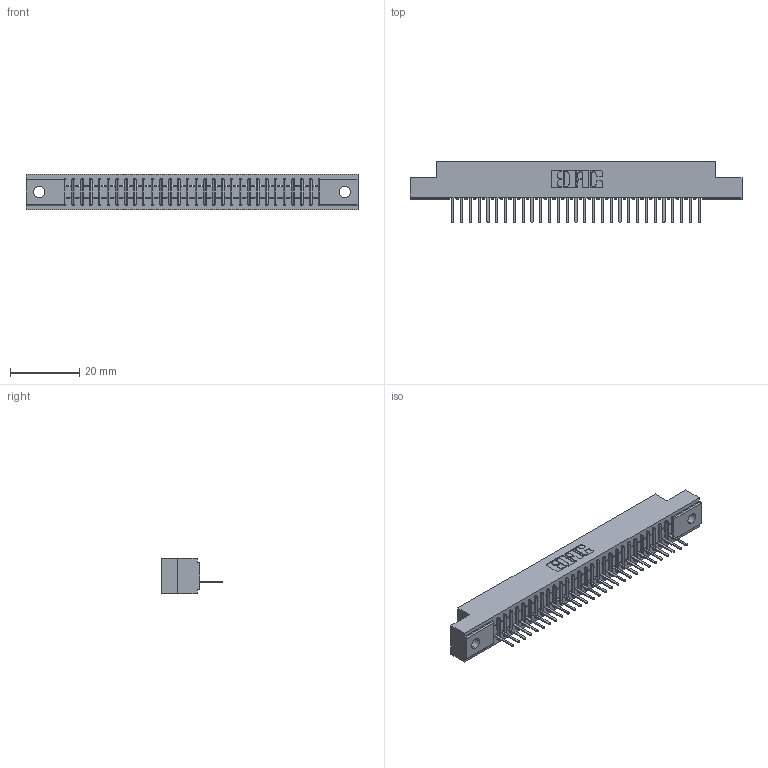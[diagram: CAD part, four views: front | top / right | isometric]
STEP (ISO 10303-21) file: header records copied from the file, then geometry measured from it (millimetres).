
FILE_DESCRIPTION (( 'STEP AP203' ), '1' );
FILE_NAME ('391-029-521-102.STEP', '2018-08-08T21:12:58', ( '' ), ( '' ), 'SwSTEP 2.0', 'SolidWorks 2016', '' );
FILE_SCHEMA (( 'CONFIG_CONTROL_DESIGN' ));
Length unit declared in the file: inch
Products named in the file (3): 341 Part_.128 (3.25) Dia Mounting Holes; 341-292-001_341-292-121; 391-029-521-102
Assembly tree (30 placements, depth 2):
  391-029-521-102
    341 Part_.128 (3.25) Dia Mounting Holes
    341-292-001_341-292-121  x29
Bounding box: 95.89 x 17.7 x 10.16 mm (x, y, z)
Volume: 6843.5 mm3; surface area: 10170.5 mm2
Topology: 30 solids, 30 shells, 2494 faces, 7189 edges, 4614 vertices
Faces by surface type: plane 1547, cylinder 831, sphere 60, torus 56
Entity records: 35902 total; most frequent: CARTESIAN_POINT 6094, ORIENTED_EDGE 6082, DIRECTION 5893, EDGE_CURVE 3041, VECTOR 2443, LINE 2443, VERTEX_POINT 1926, AXIS2_PLACEMENT_3D 1725
